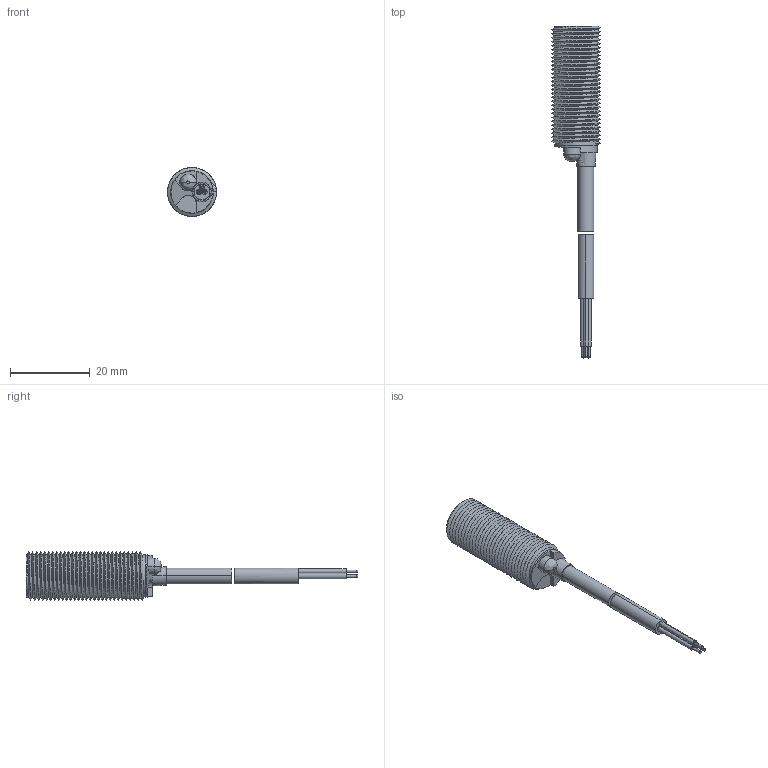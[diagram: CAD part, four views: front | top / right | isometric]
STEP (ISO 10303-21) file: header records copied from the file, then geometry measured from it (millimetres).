
FILE_DESCRIPTION(('FreeCAD Model'),'2;1');
FILE_NAME('FCM1-1202X-X3SX.stp','2021-12-07T13:50:07',( 'Author'),(''),'Open CASCADE STEP processor 7.3','FreeCAD','Unknown' );
FILE_SCHEMA(('AUTOMOTIVE_DESIGN { 1 0 10303 214 1 1 1 1 }'));
Length unit declared in the file: millimetre
Products named in the file (1): FCM1-1202X-X3SX
Bounding box: 12.26 x 83.5 x 12.26 mm (x, y, z)
Volume: 3730.2 mm3; surface area: 2862 mm2
Topology: 2 solids, 2 shells, 89 faces, 678 edges, 1937 vertices
Faces by surface type: bspline 89
Entity records: 17273 total; most frequent: CARTESIAN_POINT 12630, B_SPLINE_CURVE_WITH_KNOTS 643, GEOMETRIC_CURVE_SET 451, ORIENTED_EDGE 444, PCURVE 444, DEFINITIONAL_REPRESENTATION 444, TRIMMED_CURVE 444, EDGE_CURVE 222
